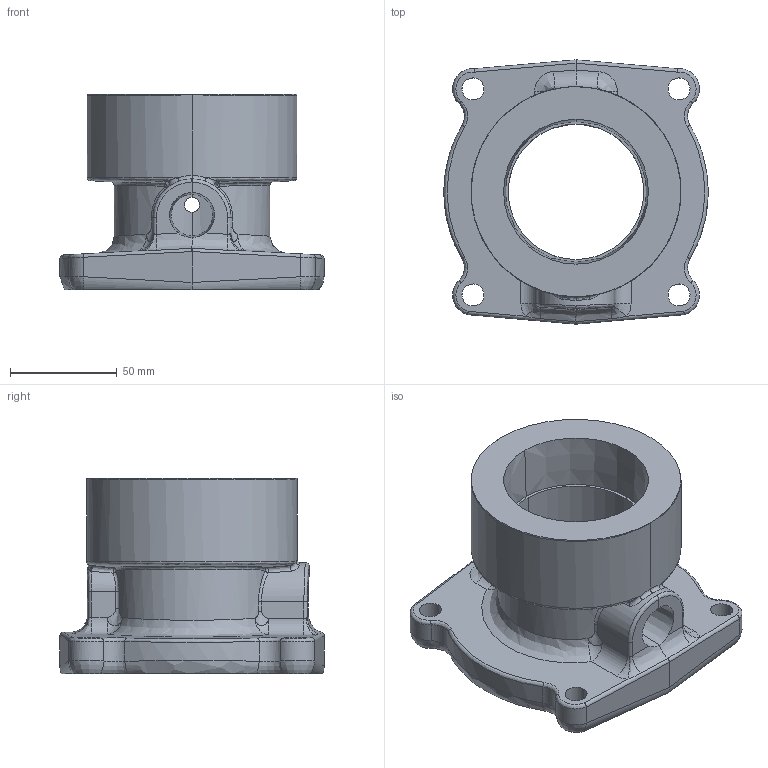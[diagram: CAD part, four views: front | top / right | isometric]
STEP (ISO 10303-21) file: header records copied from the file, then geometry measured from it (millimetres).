
FILE_DESCRIPTION((''),'2;1');
FILE_NAME('C17623','2012-01-27T',('jdetw'),(''),'PRO/ENGINEER BY PARAMETRIC TECHNOLOGY CORPORATION, 2011180','PRO/ENGINEER BY PARAMETRIC TECHNOLOGY CORPORATION, 2011180','');
FILE_SCHEMA(('CONFIG_CONTROL_DESIGN'));
Length unit declared in the file: inch
Products named in the file (1): C17623
Bounding box: 123.77 x 123.83 x 91.44 mm (x, y, z)
Volume: 407317.1 mm3; surface area: 75074.6 mm2
Topology: 1 solids, 1 shells, 146 faces, 345 edges, 196 vertices
Faces by surface type: bspline 62, cylinder 49, plane 17, sphere 8, cone 8, extrusion 2
Entity records: 8504 total; most frequent: CARTESIAN_POINT 5651, ORIENTED_EDGE 686, DIRECTION 428, EDGE_CURVE 343, VERTEX_POINT 196, B_SPLINE_CURVE_WITH_KNOTS 172, AXIS2_PLACEMENT_3D 171, EDGE_LOOP 157
